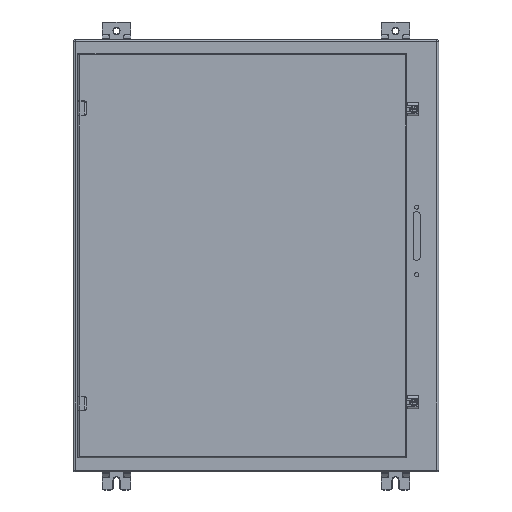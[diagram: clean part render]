
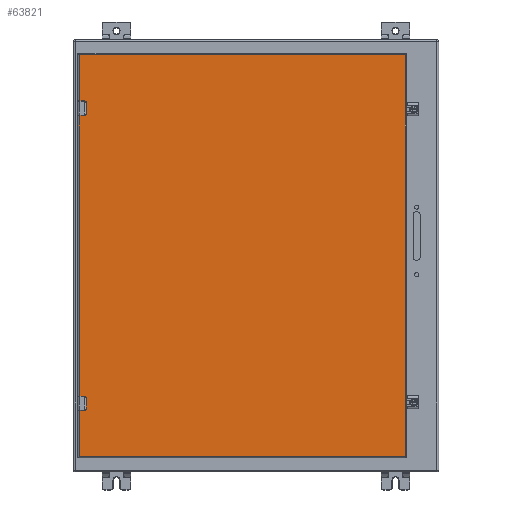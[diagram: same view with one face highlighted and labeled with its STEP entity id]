
A CAD part, top view. The second image highlights one B-rep face of the part: STEP entity #63821.
In plain terms, the highlighted planar face has unit normal (0, 0, 1).
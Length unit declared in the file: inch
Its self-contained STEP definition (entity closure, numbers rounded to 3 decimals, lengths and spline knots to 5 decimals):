
#3042 = VERTEX_POINT ( 'NONE', #66268 ) ;
#6811 = ORIENTED_EDGE ( 'NONE', *, *, #116516, .T. ) ;
#20803 = ORIENTED_EDGE ( 'NONE', *, *, #101790, .T. ) ;
#23822 = PLANE ( 'NONE',  #73293 ) ;
#36169 = VECTOR ( 'NONE', #99095, 39.37008 ) ;
#37917 = CARTESIAN_POINT ( 'NONE',  ( -12.28376, 0., 5.068 ) ) ;
#38559 = DIRECTION ( 'NONE',  ( 1., 0., 0. ) ) ;
#41935 = LINE ( 'NONE', #43699, #71665 ) ;
#42198 = DIRECTION ( 'NONE',  ( 0., 0., 1. ) ) ;
#42896 = EDGE_LOOP ( 'NONE', ( #75554, #20803, #94503, #6811 ) ) ;
#43272 = VERTEX_POINT ( 'NONE', #101931 ) ;
#43699 = CARTESIAN_POINT ( 'NONE',  ( 0., 13.95263, 5.068 ) ) ;
#44225 = CARTESIAN_POINT ( 'NONE',  ( -12.28376, -13.95263, 5.068 ) ) ;
#45148 = CARTESIAN_POINT ( 'NONE',  ( 10.35876, 0., 5.068 ) ) ;
#53770 = DIRECTION ( 'NONE',  ( -1., 0., 0. ) ) ;
#56420 = EDGE_CURVE ( 'NONE', #3042, #66488, #63483, .T. ) ;
#57501 = LINE ( 'NONE', #84282, #108207 ) ;
#60599 = FACE_OUTER_BOUND ( 'NONE', #42896, .T. ) ;
#63483 = LINE ( 'NONE', #37917, #36169 ) ;
#63821 = ADVANCED_FACE ( 'NONE', ( #60599 ), #23822, .T. ) ;
#64158 = LINE ( 'NONE', #45148, #74141 ) ;
#66268 = CARTESIAN_POINT ( 'NONE',  ( -12.28376, 13.95263, 5.068 ) ) ;
#66488 = VERTEX_POINT ( 'NONE', #44225 ) ;
#71665 = VECTOR ( 'NONE', #53770, 39.37008 ) ;
#73293 = AXIS2_PLACEMENT_3D ( 'NONE', #87341, #42198, #96805 ) ;
#74141 = VECTOR ( 'NONE', #81986, 39.37008 ) ;
#75554 = ORIENTED_EDGE ( 'NONE', *, *, #56420, .T. ) ;
#77172 = VERTEX_POINT ( 'NONE', #106025 ) ;
#81986 = DIRECTION ( 'NONE',  ( 0., 1., 0. ) ) ;
#84282 = CARTESIAN_POINT ( 'NONE',  ( 0., -13.95263, 5.068 ) ) ;
#87341 = CARTESIAN_POINT ( 'NONE',  ( 0., 0., 5.068 ) ) ;
#94503 = ORIENTED_EDGE ( 'NONE', *, *, #101575, .T. ) ;
#96805 = DIRECTION ( 'NONE',  ( 1., 0., 0. ) ) ;
#99095 = DIRECTION ( 'NONE',  ( 0., -1., 0. ) ) ;
#101575 = EDGE_CURVE ( 'NONE', #43272, #77172, #64158, .T. ) ;
#101790 = EDGE_CURVE ( 'NONE', #66488, #43272, #57501, .T. ) ;
#101931 = CARTESIAN_POINT ( 'NONE',  ( 10.35876, -13.95263, 5.068 ) ) ;
#106025 = CARTESIAN_POINT ( 'NONE',  ( 10.35876, 13.95263, 5.068 ) ) ;
#108207 = VECTOR ( 'NONE', #38559, 39.37008 ) ;
#116516 = EDGE_CURVE ( 'NONE', #77172, #3042, #41935, .T. ) ;
